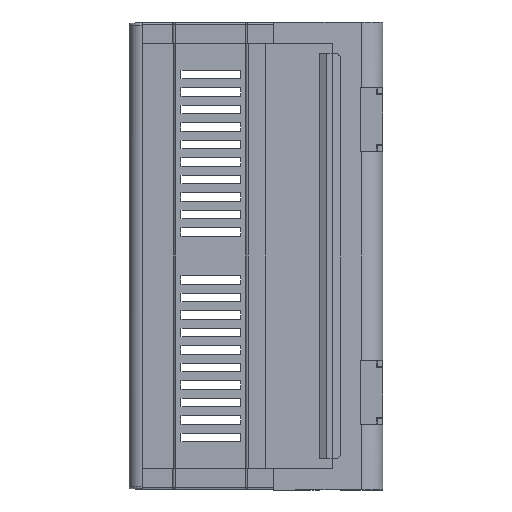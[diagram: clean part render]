
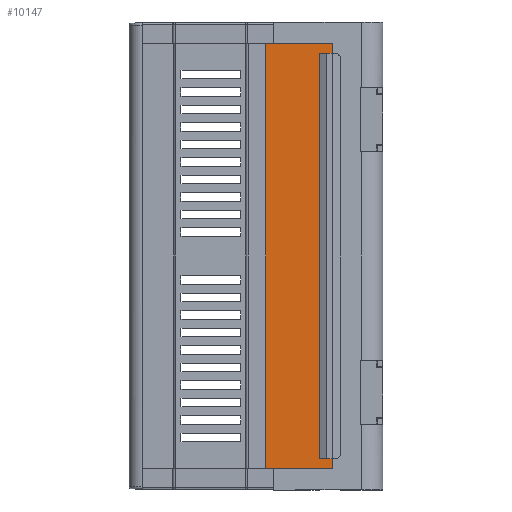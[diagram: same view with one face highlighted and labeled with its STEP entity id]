
A CAD part, left-side view. The second image highlights one B-rep face of the part: STEP entity #10147.
In plain terms, the highlighted planar face has unit normal (-1, 0, 0).
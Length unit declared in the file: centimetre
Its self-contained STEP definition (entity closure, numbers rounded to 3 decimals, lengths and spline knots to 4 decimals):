
#4 = CARTESIAN_POINT ( 'NONE',  ( -4.4702, 0., -10.2 ) ) ;
#1052 = VECTOR ( 'NONE', #4954, 100. ) ;
#2129 = ORIENTED_EDGE ( 'NONE', *, *, #29191, .F. ) ;
#2408 = DIRECTION ( 'NONE',  ( 0., 0., -1. ) ) ;
#2531 = EDGE_CURVE ( 'NONE', #9084, #26119, #14650, .T. ) ;
#2610 = DIRECTION ( 'NONE',  ( 0., 1., 0. ) ) ;
#2647 = CARTESIAN_POINT ( 'NONE',  ( -4.4702, 0., -0.71 ) ) ;
#2826 = VECTOR ( 'NONE', #23080, 100. ) ;
#3129 = EDGE_CURVE ( 'NONE', #17909, #28539, #5946, .T. ) ;
#3419 = VECTOR ( 'NONE', #15290, 100. ) ;
#4030 = ORIENTED_EDGE ( 'NONE', *, *, #2531, .T. ) ;
#4074 = CARTESIAN_POINT ( 'NONE',  ( -4.4702, 0.2822, -0.0086 ) ) ;
#4349 = CARTESIAN_POINT ( 'NONE',  ( -4.4702, 0., -15.4324 ) ) ;
#4569 = EDGE_CURVE ( 'NONE', #28539, #26119, #17142, .T. ) ;
#4954 = DIRECTION ( 'NONE',  ( 0., 1., 0. ) ) ;
#5243 = CARTESIAN_POINT ( 'NONE',  ( -4.4702, 1.5192, -0.5 ) ) ;
#5758 = CARTESIAN_POINT ( 'NONE',  ( -4.4702, 0., -10.2 ) ) ;
#5946 = LINE ( 'NONE', #5758, #26964 ) ;
#6303 = CARTESIAN_POINT ( 'NONE',  ( -4.4702, 1.5192, -15.4324 ) ) ;
#6484 = DIRECTION ( 'NONE',  ( 0., 0., 1. ) ) ;
#7374 = VERTEX_POINT ( 'NONE', #24439 ) ;
#8704 = VERTEX_POINT ( 'NONE', #24374 ) ;
#9084 = VERTEX_POINT ( 'NONE', #29375 ) ;
#9379 = ORIENTED_EDGE ( 'NONE', *, *, #24136, .T. ) ;
#9383 = DIRECTION ( 'NONE',  ( 0., 0., -1. ) ) ;
#9505 = CARTESIAN_POINT ( 'NONE',  ( -4.4702, 0., -9.99 ) ) ;
#9804 = EDGE_LOOP ( 'NONE', ( #11040, #19762, #28269, #9379, #4030, #27531, #17467, #14902, #2129, #25261 ) ) ;
#10147 = ADVANCED_FACE ( 'NONE', ( #19496 ), #18523, .F. ) ;
#10291 = DIRECTION ( 'NONE',  ( 0., 1., 0. ) ) ;
#10605 = VECTOR ( 'NONE', #6484, 100. ) ;
#11040 = ORIENTED_EDGE ( 'NONE', *, *, #27017, .F. ) ;
#12870 = DIRECTION ( 'NONE',  ( 0., 0., 1. ) ) ;
#13336 = LINE ( 'NONE', #18838, #1052 ) ;
#13556 = VERTEX_POINT ( 'NONE', #14183 ) ;
#13695 = CARTESIAN_POINT ( 'NONE',  ( -4.4702, 0., -9.99 ) ) ;
#14183 = CARTESIAN_POINT ( 'NONE',  ( -4.4702, 0.2822, -9.99 ) ) ;
#14650 = LINE ( 'NONE', #19111, #23053 ) ;
#14902 = ORIENTED_EDGE ( 'NONE', *, *, #26068, .F. ) ;
#15076 = CARTESIAN_POINT ( 'NONE',  ( -4.4702, 1.5192, -10.2 ) ) ;
#15212 = DIRECTION ( 'NONE',  ( 0., -1., 0. ) ) ;
#15290 = DIRECTION ( 'NONE',  ( 0., 0., -1. ) ) ;
#15309 = CARTESIAN_POINT ( 'NONE',  ( -4.4702, 0., -0.71 ) ) ;
#16136 = EDGE_CURVE ( 'NONE', #16535, #29259, #23872, .T. ) ;
#16367 = EDGE_CURVE ( 'NONE', #13556, #25135, #22797, .T. ) ;
#16535 = VERTEX_POINT ( 'NONE', #2647 ) ;
#16557 = DIRECTION ( 'NONE',  ( 1., 0., 0. ) ) ;
#16876 = VECTOR ( 'NONE', #9383, 100. ) ;
#17142 = LINE ( 'NONE', #6303, #10605 ) ;
#17322 = LINE ( 'NONE', #15309, #19157 ) ;
#17467 = ORIENTED_EDGE ( 'NONE', *, *, #3129, .F. ) ;
#17909 = VERTEX_POINT ( 'NONE', #29526 ) ;
#18523 = PLANE ( 'NONE',  #22232 ) ;
#18838 = CARTESIAN_POINT ( 'NONE',  ( -4.4702, 0., -0.5 ) ) ;
#19111 = CARTESIAN_POINT ( 'NONE',  ( -4.4702, 0., -0.5 ) ) ;
#19119 = CARTESIAN_POINT ( 'NONE',  ( -4.4702, 0., -0.5 ) ) ;
#19144 = VECTOR ( 'NONE', #12870, 100. ) ;
#19157 = VECTOR ( 'NONE', #15212, 100. ) ;
#19496 = FACE_OUTER_BOUND ( 'NONE', #9804, .T. ) ;
#19702 = CARTESIAN_POINT ( 'NONE',  ( -4.4702, 0., -15.4324 ) ) ;
#19762 = ORIENTED_EDGE ( 'NONE', *, *, #24250, .T. ) ;
#21051 = CARTESIAN_POINT ( 'NONE',  ( -4.4702, 0., 4.7324 ) ) ;
#21153 = DIRECTION ( 'NONE',  ( 0., 1., 0. ) ) ;
#22232 = AXIS2_PLACEMENT_3D ( 'NONE', #4349, #16557, #2408 ) ;
#22797 = LINE ( 'NONE', #13695, #2826 ) ;
#23053 = VECTOR ( 'NONE', #21153, 100. ) ;
#23080 = DIRECTION ( 'NONE',  ( 0., -1., 0. ) ) ;
#23806 = VECTOR ( 'NONE', #2610, 100. ) ;
#23872 = LINE ( 'NONE', #19702, #19144 ) ;
#24136 = EDGE_CURVE ( 'NONE', #29259, #9084, #13336, .T. ) ;
#24250 = EDGE_CURVE ( 'NONE', #8704, #16535, #17322, .T. ) ;
#24374 = CARTESIAN_POINT ( 'NONE',  ( -4.4702, 0.2822, -0.71 ) ) ;
#24439 = CARTESIAN_POINT ( 'NONE',  ( -4.4702, 0., -10.2 ) ) ;
#25135 = VERTEX_POINT ( 'NONE', #9505 ) ;
#25231 = LINE ( 'NONE', #4, #23806 ) ;
#25261 = ORIENTED_EDGE ( 'NONE', *, *, #16367, .F. ) ;
#25578 = LINE ( 'NONE', #21051, #16876 ) ;
#25889 = LINE ( 'NONE', #4074, #3419 ) ;
#26068 = EDGE_CURVE ( 'NONE', #7374, #17909, #25231, .T. ) ;
#26119 = VERTEX_POINT ( 'NONE', #5243 ) ;
#26964 = VECTOR ( 'NONE', #10291, 100. ) ;
#27017 = EDGE_CURVE ( 'NONE', #8704, #13556, #25889, .T. ) ;
#27531 = ORIENTED_EDGE ( 'NONE', *, *, #4569, .F. ) ;
#28269 = ORIENTED_EDGE ( 'NONE', *, *, #16136, .T. ) ;
#28539 = VERTEX_POINT ( 'NONE', #15076 ) ;
#29191 = EDGE_CURVE ( 'NONE', #25135, #7374, #25578, .T. ) ;
#29259 = VERTEX_POINT ( 'NONE', #19119 ) ;
#29375 = CARTESIAN_POINT ( 'NONE',  ( -4.4702, 1.3392, -0.5 ) ) ;
#29526 = CARTESIAN_POINT ( 'NONE',  ( -4.4702, 1.3392, -10.2 ) ) ;
